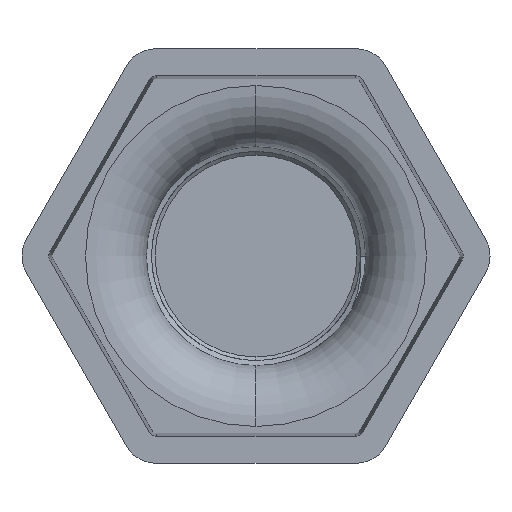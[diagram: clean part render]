
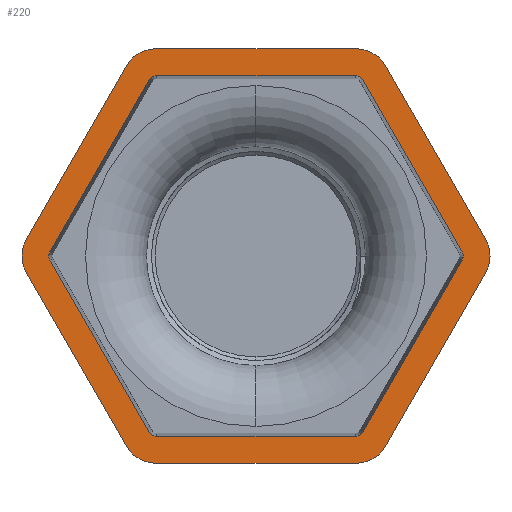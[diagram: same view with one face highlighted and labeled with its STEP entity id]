
A CAD part, front view. The second image highlights one B-rep face of the part: STEP entity #220.
In plain terms, the highlighted planar face has unit normal (0, -1, 0).
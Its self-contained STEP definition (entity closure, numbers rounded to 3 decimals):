
#220=ADVANCED_FACE('',(#528,#529),#530,.F.);
#528=FACE_BOUND('',#1857,.T.);
#529=FACE_OUTER_BOUND('',#1858,.T.);
#530=PLANE('',#1859);
#1857=EDGE_LOOP('',(#3042,#3043,#3044,#3045,#3046,#3047,#3048,#3049,#3050,#3051,#3052,#3053));
#1858=EDGE_LOOP('',(#3054,#3055,#3056,#3057,#3058,#3059,#3060,#3061,#3062,#3063,#3064,#3065));
#1859=AXIS2_PLACEMENT_3D('',#3066,#3067,#3068);
#3042=ORIENTED_EDGE('',*,*,#3591,.T.);
#3043=ORIENTED_EDGE('',*,*,#3592,.T.);
#3044=ORIENTED_EDGE('',*,*,#3593,.T.);
#3045=ORIENTED_EDGE('',*,*,#3594,.T.);
#3046=ORIENTED_EDGE('',*,*,#3595,.T.);
#3047=ORIENTED_EDGE('',*,*,#3596,.T.);
#3048=ORIENTED_EDGE('',*,*,#3597,.T.);
#3049=ORIENTED_EDGE('',*,*,#3598,.T.);
#3050=ORIENTED_EDGE('',*,*,#3599,.T.);
#3051=ORIENTED_EDGE('',*,*,#3600,.T.);
#3052=ORIENTED_EDGE('',*,*,#3601,.T.);
#3053=ORIENTED_EDGE('',*,*,#3602,.T.);
#3054=ORIENTED_EDGE('',*,*,#3577,.F.);
#3055=ORIENTED_EDGE('',*,*,#3590,.F.);
#3056=ORIENTED_EDGE('',*,*,#3425,.F.);
#3057=ORIENTED_EDGE('',*,*,#3589,.F.);
#3058=ORIENTED_EDGE('',*,*,#3588,.F.);
#3059=ORIENTED_EDGE('',*,*,#3586,.F.);
#3060=ORIENTED_EDGE('',*,*,#3409,.F.);
#3061=ORIENTED_EDGE('',*,*,#3584,.F.);
#3062=ORIENTED_EDGE('',*,*,#3583,.F.);
#3063=ORIENTED_EDGE('',*,*,#3581,.F.);
#3064=ORIENTED_EDGE('',*,*,#3579,.F.);
#3065=ORIENTED_EDGE('',*,*,#3448,.F.);
#3066=CARTESIAN_POINT('',(5.716,0.0,9.9));
#3067=DIRECTION('',(0.0,1.0,0.));
#3068=DIRECTION('',(0.866,0.,0.5));
#3409=EDGE_CURVE('',#4023,#4019,#4025,.T.);
#3425=EDGE_CURVE('',#4050,#4048,#4052,.T.);
#3448=EDGE_CURVE('',#4089,#4084,#4091,.F.);
#3577=EDGE_CURVE('',#4266,#4089,#4268,.T.);
#3579=EDGE_CURVE('',#4084,#4269,#4271,.T.);
#3581=EDGE_CURVE('',#4269,#4272,#4274,.F.);
#3583=EDGE_CURVE('',#4272,#4275,#4277,.T.);
#3584=EDGE_CURVE('',#4275,#4023,#4278,.F.);
#3586=EDGE_CURVE('',#4019,#4279,#4281,.F.);
#3588=EDGE_CURVE('',#4279,#4282,#4284,.T.);
#3589=EDGE_CURVE('',#4282,#4050,#4285,.F.);
#3590=EDGE_CURVE('',#4048,#4266,#4286,.F.);
#3591=EDGE_CURVE('',#4287,#4288,#4289,.F.);
#3592=EDGE_CURVE('',#4288,#4290,#4291,.T.);
#3593=EDGE_CURVE('',#4290,#4292,#4293,.F.);
#3594=EDGE_CURVE('',#4292,#4294,#4295,.T.);
#3595=EDGE_CURVE('',#4294,#4296,#4297,.F.);
#3596=EDGE_CURVE('',#4296,#4298,#4299,.T.);
#3597=EDGE_CURVE('',#4298,#4300,#4301,.F.);
#3598=EDGE_CURVE('',#4300,#4302,#4303,.T.);
#3599=EDGE_CURVE('',#4302,#4304,#4305,.F.);
#3600=EDGE_CURVE('',#4304,#4306,#4307,.T.);
#3601=EDGE_CURVE('',#4306,#4308,#4309,.F.);
#3602=EDGE_CURVE('',#4308,#4287,#4310,.T.);
#4019=VERTEX_POINT('',#24917);
#4023=VERTEX_POINT('',#24931);
#4025=CIRCLE('',#24934,2.018);
#4048=VERTEX_POINT('',#24984);
#4050=VERTEX_POINT('',#24987);
#4052=CIRCLE('',#24990,2.018);
#4084=VERTEX_POINT('',#25064);
#4089=VERTEX_POINT('',#25076);
#4091=LINE('',#25079,#25080);
#4266=VERTEX_POINT('',#25370);
#4268=CIRCLE('',#25373,2.018);
#4269=VERTEX_POINT('',#25374);
#4271=CIRCLE('',#25377,2.018);
#4272=VERTEX_POINT('',#25378);
#4274=LINE('',#25381,#25382);
#4275=VERTEX_POINT('',#25383);
#4277=CIRCLE('',#25386,2.018);
#4278=LINE('',#25387,#25388);
#4279=VERTEX_POINT('',#25389);
#4281=LINE('',#25392,#25393);
#4282=VERTEX_POINT('',#25394);
#4284=CIRCLE('',#25397,2.018);
#4285=LINE('',#25398,#25399);
#4286=LINE('',#25400,#25401);
#4287=VERTEX_POINT('',#25402);
#4288=VERTEX_POINT('',#25403);
#4289=LINE('',#25404,#25405);
#4290=VERTEX_POINT('',#25406);
#4291=CIRCLE('',#25407,0.475);
#4292=VERTEX_POINT('',#25408);
#4293=LINE('',#25409,#25410);
#4294=VERTEX_POINT('',#25411);
#4295=CIRCLE('',#25412,0.475);
#4296=VERTEX_POINT('',#25413);
#4297=LINE('',#25414,#25415);
#4298=VERTEX_POINT('',#25416);
#4299=CIRCLE('',#25417,0.475);
#4300=VERTEX_POINT('',#25418);
#4301=LINE('',#25419,#25420);
#4302=VERTEX_POINT('',#25421);
#4303=CIRCLE('',#25422,0.475);
#4304=VERTEX_POINT('',#25423);
#4305=LINE('',#25424,#25425);
#4306=VERTEX_POINT('',#25426);
#4307=CIRCLE('',#25427,0.475);
#4308=VERTEX_POINT('',#25428);
#4309=LINE('',#25429,#25430);
#4310=CIRCLE('',#25431,0.475);
#24917=CARTESIAN_POINT('',(-7.464,0.,-10.909));
#24931=CARTESIAN_POINT('',(-5.716,0.,-11.918));
#24934=AXIS2_PLACEMENT_3D('',#25864,#25865,#25866);
#24984=CARTESIAN_POINT('',(-5.716,0.,11.918));
#24987=CARTESIAN_POINT('',(-7.464,0.,10.909));
#24990=AXIS2_PLACEMENT_3D('',#25887,#25888,#25889);
#25064=CARTESIAN_POINT('',(13.179,0.,1.009));
#25076=CARTESIAN_POINT('',(7.464,0.,10.909));
#25079=CARTESIAN_POINT('',(7.464,0.0,10.909));
#25080=VECTOR('',#25916,1000.0);
#25370=CARTESIAN_POINT('',(5.716,0.,11.918));
#25373=AXIS2_PLACEMENT_3D('',#26132,#26133,#26134);
#25374=CARTESIAN_POINT('',(13.179,0.,-1.009));
#25377=AXIS2_PLACEMENT_3D('',#26136,#26137,#26138);
#25378=CARTESIAN_POINT('',(7.464,0.,-10.909));
#25381=CARTESIAN_POINT('',(16.037,0.0,3.941));
#25382=VECTOR('',#26140,1000.0);
#25383=CARTESIAN_POINT('',(5.716,0.,-11.918));
#25386=AXIS2_PLACEMENT_3D('',#26142,#26143,#26144);
#25387=CARTESIAN_POINT('',(5.716,0.0,-11.918));
#25388=VECTOR('',#26145,1000.0);
#25389=CARTESIAN_POINT('',(-13.179,0.,-1.009));
#25392=CARTESIAN_POINT('',(-13.179,0.0,-1.009));
#25393=VECTOR('',#26147,1000.0);
#25394=CARTESIAN_POINT('',(-13.179,0.,1.009));
#25397=AXIS2_PLACEMENT_3D('',#26149,#26150,#26151);
#25398=CARTESIAN_POINT('',(-4.606,0.,15.859));
#25399=VECTOR('',#26152,1000.0);
#25400=CARTESIAN_POINT('',(5.716,0.0,11.918));
#25401=VECTOR('',#26153,1000.0);
#25402=CARTESIAN_POINT('',(-5.716,0.,10.375));
#25403=CARTESIAN_POINT('',(5.716,0.,10.375));
#25404=CARTESIAN_POINT('',(5.716,0.,10.375));
#25405=VECTOR('',#26154,1000.0);
#25406=CARTESIAN_POINT('',(6.127,0.,10.137));
#25407=AXIS2_PLACEMENT_3D('',#26155,#26156,#26157);
#25408=CARTESIAN_POINT('',(11.843,0.,0.237));
#25409=CARTESIAN_POINT('',(6.127,0.,10.137));
#25410=VECTOR('',#26158,1000.0);
#25411=CARTESIAN_POINT('',(11.843,0.,-0.237));
#25412=AXIS2_PLACEMENT_3D('',#26159,#26160,#26161);
#25413=CARTESIAN_POINT('',(6.127,0.,-10.137));
#25414=CARTESIAN_POINT('',(14.7,0.,4.713));
#25415=VECTOR('',#26162,1000.0);
#25416=CARTESIAN_POINT('',(5.716,0.,-10.375));
#25417=AXIS2_PLACEMENT_3D('',#26163,#26164,#26165);
#25418=CARTESIAN_POINT('',(-5.716,0.,-10.375));
#25419=CARTESIAN_POINT('',(5.716,0.,-10.375));
#25420=VECTOR('',#26166,1000.0);
#25421=CARTESIAN_POINT('',(-6.127,0.,-10.137));
#25422=AXIS2_PLACEMENT_3D('',#26167,#26168,#26169);
#25423=CARTESIAN_POINT('',(-11.843,0.,-0.237));
#25424=CARTESIAN_POINT('',(-11.843,0.,-0.237));
#25425=VECTOR('',#26170,1000.0);
#25426=CARTESIAN_POINT('',(-11.843,0.,0.237));
#25427=AXIS2_PLACEMENT_3D('',#26171,#26172,#26173);
#25428=CARTESIAN_POINT('',(-6.127,0.,10.137));
#25429=CARTESIAN_POINT('',(-3.269,0.,15.087));
#25430=VECTOR('',#26174,1000.0);
#25431=AXIS2_PLACEMENT_3D('',#26175,#26176,#26177);
#25864=CARTESIAN_POINT('',(-5.716,0.,-9.9));
#25865=DIRECTION('',(0.,1.0,0.));
#25866=DIRECTION('',(0.,0.,1.0));
#25887=CARTESIAN_POINT('',(-5.716,0.,9.9));
#25888=DIRECTION('',(0.,1.0,0.));
#25889=DIRECTION('',(0.,0.,1.0));
#25916=DIRECTION('',(-0.5,0.,0.866));
#26132=CARTESIAN_POINT('',(5.716,0.,9.9));
#26133=DIRECTION('',(0.,1.0,0.));
#26134=DIRECTION('',(0.,0.,1.0));
#26136=CARTESIAN_POINT('',(11.432,0.,0.));
#26137=DIRECTION('',(0.,1.0,0.));
#26138=DIRECTION('',(0.,0.,1.0));
#26140=DIRECTION('',(0.5,0.,0.866));
#26142=CARTESIAN_POINT('',(5.716,0.,-9.9));
#26143=DIRECTION('',(0.,1.0,0.));
#26144=DIRECTION('',(0.,0.,1.0));
#26145=DIRECTION('',(1.0,0.,0.));
#26147=DIRECTION('',(0.5,0.,-0.866));
#26149=CARTESIAN_POINT('',(-11.432,0.,0.));
#26150=DIRECTION('',(0.,1.0,0.));
#26151=DIRECTION('',(0.,0.,1.0));
#26152=DIRECTION('',(-0.5,0.,-0.866));
#26153=DIRECTION('',(-1.0,0.,0.));
#26154=DIRECTION('',(-1.0,0.,0.));
#26155=CARTESIAN_POINT('',(5.716,0.,9.9));
#26156=DIRECTION('',(0.,1.0,0.));
#26157=DIRECTION('',(0.,0.,1.0));
#26158=DIRECTION('',(-0.5,0.,0.866));
#26159=CARTESIAN_POINT('',(11.432,0.,0.));
#26160=DIRECTION('',(0.,1.0,0.));
#26161=DIRECTION('',(0.,0.,1.0));
#26162=DIRECTION('',(0.5,0.,0.866));
#26163=CARTESIAN_POINT('',(5.716,0.,-9.9));
#26164=DIRECTION('',(0.,1.0,0.));
#26165=DIRECTION('',(0.,0.,1.0));
#26166=DIRECTION('',(1.0,0.,0.));
#26167=CARTESIAN_POINT('',(-5.716,0.,-9.9));
#26168=DIRECTION('',(0.0,1.0,0.));
#26169=DIRECTION('',(0.,0.,1.0));
#26170=DIRECTION('',(0.5,0.,-0.866));
#26171=CARTESIAN_POINT('',(-11.432,0.,0.));
#26172=DIRECTION('',(0.,1.0,0.));
#26173=DIRECTION('',(0.,0.,1.0));
#26174=DIRECTION('',(-0.5,0.,-0.866));
#26175=CARTESIAN_POINT('',(-5.716,0.,9.9));
#26176=DIRECTION('',(0.,1.0,0.));
#26177=DIRECTION('',(0.,0.,1.0));
